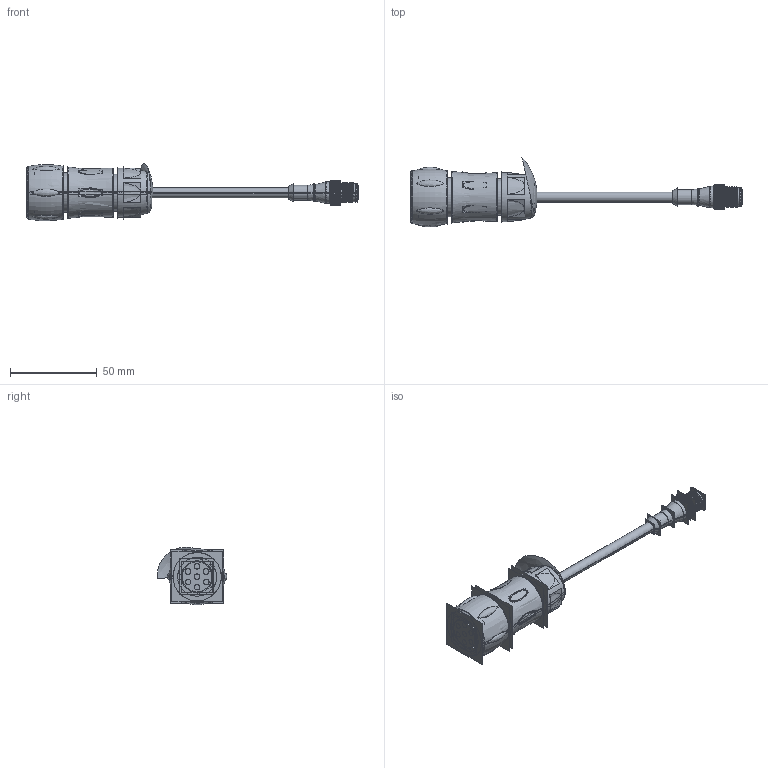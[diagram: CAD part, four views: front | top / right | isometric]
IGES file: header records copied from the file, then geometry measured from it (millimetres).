
Start section:  PTC IGES file: 196674.igs
Global section: file name: 196674.igs; native system: Creo Parametric by Parametric Technology Corporation; preprocessor: 2016100; author: pdmadmin; organization: Unknown; date: 20160930.103803; units: millimetre
Bounding box: 191.89 x 40.46 x 33.33 mm (x, y, z)
Volume: 50058.6 mm3; surface area: 159610.9 mm2
Topology: 10 solids, 10 shells, 4526 faces, 20553 edges, 24769 vertices
Faces by surface type: bspline 3132, revolution 1394
